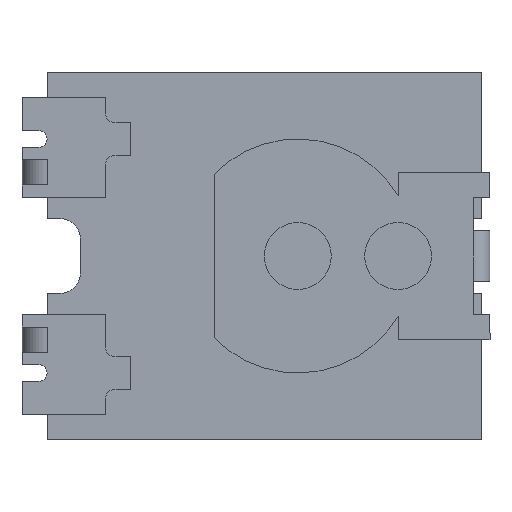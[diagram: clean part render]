
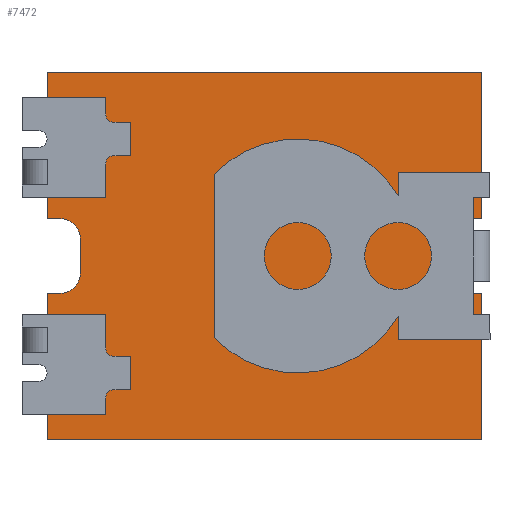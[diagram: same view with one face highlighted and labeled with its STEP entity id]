
A CAD part, front view. The second image highlights one B-rep face of the part: STEP entity #7472.
In plain terms, the highlighted planar face has unit normal (0, -1, 0).
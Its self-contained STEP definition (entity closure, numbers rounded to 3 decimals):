
#19 = DIRECTION ( 'NONE',  ( -1., 0., 0. ) ) ;
#109 = VECTOR ( 'NONE', #3965, 1000. ) ;
#221 = EDGE_LOOP ( 'NONE', ( #5813, #3240, #2255, #2005, #5929, #727, #3510, #949, #4975, #6873, #4002, #1510, #7275, #3394, #6556, #6770 ) ) ;
#282 = CARTESIAN_POINT ( 'NONE',  ( -1.175, 0.1, -0.225 ) ) ;
#357 = EDGE_CURVE ( 'NONE', #4820, #6069, #5687, .T. ) ;
#417 = DIRECTION ( 'NONE',  ( 0., 0., -1. ) ) ;
#484 = DIRECTION ( 'NONE',  ( 0., -1., 0. ) ) ;
#692 = DIRECTION ( 'NONE',  ( -1., 0., 0. ) ) ;
#727 = ORIENTED_EDGE ( 'NONE', *, *, #4751, .T. ) ;
#769 = LINE ( 'NONE', #7256, #6371 ) ;
#815 = DIRECTION ( 'NONE',  ( -1., 0., 0. ) ) ;
#833 = EDGE_CURVE ( 'NONE', #2128, #7257, #5574, .T. ) ;
#848 = CARTESIAN_POINT ( 'NONE',  ( 1.35, 0.1, 1.1 ) ) ;
#886 = EDGE_CURVE ( 'NONE', #6069, #1834, #2074, .T. ) ;
#910 = AXIS2_PLACEMENT_3D ( 'NONE', #6838, #5041, #4411 ) ;
#915 = AXIS2_PLACEMENT_3D ( 'NONE', #6945, #484, #6035 ) ;
#949 = ORIENTED_EDGE ( 'NONE', *, *, #5472, .T. ) ;
#994 = CARTESIAN_POINT ( 'NONE',  ( -1.25, 0.1, 1.1 ) ) ;
#1078 = DIRECTION ( 'NONE',  ( -1., 0., 0. ) ) ;
#1141 = VERTEX_POINT ( 'NONE', #3094 ) ;
#1155 = LINE ( 'NONE', #5395, #5812 ) ;
#1229 = VECTOR ( 'NONE', #1999, 1000. ) ;
#1248 = CARTESIAN_POINT ( 'NONE',  ( -1.05, 0.1, -0.1 ) ) ;
#1390 = VECTOR ( 'NONE', #1078, 1000. ) ;
#1434 = PLANE ( 'NONE',  #910 ) ;
#1510 = ORIENTED_EDGE ( 'NONE', *, *, #6146, .F. ) ;
#1739 = CARTESIAN_POINT ( 'NONE',  ( 1.35, 0.1, 0.225 ) ) ;
#1746 = CARTESIAN_POINT ( 'NONE',  ( -1.25, 0.1, -1.1 ) ) ;
#1834 = VERTEX_POINT ( 'NONE', #5576 ) ;
#1979 = CARTESIAN_POINT ( 'NONE',  ( -1.25, 0.1, 1.1 ) ) ;
#1999 = DIRECTION ( 'NONE',  ( -1., 0., 0. ) ) ;
#2005 = ORIENTED_EDGE ( 'NONE', *, *, #2115, .T. ) ;
#2074 = LINE ( 'NONE', #2697, #2724 ) ;
#2115 = EDGE_CURVE ( 'NONE', #7257, #6837, #2335, .T. ) ;
#2128 = VERTEX_POINT ( 'NONE', #282 ) ;
#2244 = CARTESIAN_POINT ( 'NONE',  ( 1.35, 0.1, 1.1 ) ) ;
#2255 = ORIENTED_EDGE ( 'NONE', *, *, #833, .T. ) ;
#2294 = CARTESIAN_POINT ( 'NONE',  ( -1.25, 0.1, -1.1 ) ) ;
#2335 = LINE ( 'NONE', #1746, #3841 ) ;
#2467 = DIRECTION ( 'NONE',  ( 0., -1., 0. ) ) ;
#2479 = VERTEX_POINT ( 'NONE', #1979 ) ;
#2692 = CIRCLE ( 'NONE', #3294, 0.125 ) ;
#2697 = CARTESIAN_POINT ( 'NONE',  ( 1.23, 0.1, 0. ) ) ;
#2724 = VECTOR ( 'NONE', #4474, 1000. ) ;
#2726 = EDGE_CURVE ( 'NONE', #3648, #4820, #6392, .T. ) ;
#2905 = DIRECTION ( 'NONE',  ( 0., 1., 0. ) ) ;
#2951 = VECTOR ( 'NONE', #417, 1000. ) ;
#3072 = CARTESIAN_POINT ( 'NONE',  ( -1.25, 0.1, 0.225 ) ) ;
#3094 = CARTESIAN_POINT ( 'NONE',  ( -1.25, 0.1, 0.225 ) ) ;
#3135 = DIRECTION ( 'NONE',  ( -1., 0., 0. ) ) ;
#3141 = DIRECTION ( 'NONE',  ( 1., 0., 0. ) ) ;
#3182 = CARTESIAN_POINT ( 'NONE',  ( -1.05, 0.1, 0.1 ) ) ;
#3240 = ORIENTED_EDGE ( 'NONE', *, *, #5294, .T. ) ;
#3294 = AXIS2_PLACEMENT_3D ( 'NONE', #5358, #2905, #19 ) ;
#3394 = ORIENTED_EDGE ( 'NONE', *, *, #4908, .F. ) ;
#3510 = ORIENTED_EDGE ( 'NONE', *, *, #3573, .T. ) ;
#3573 = EDGE_CURVE ( 'NONE', #5945, #7383, #4809, .T. ) ;
#3648 = VERTEX_POINT ( 'NONE', #1739 ) ;
#3659 = VECTOR ( 'NONE', #5016, 1000. ) ;
#3731 = CARTESIAN_POINT ( 'NONE',  ( 1.29, 0.1, 0.165 ) ) ;
#3737 = EDGE_CURVE ( 'NONE', #6896, #4477, #6174, .T. ) ;
#3798 = CARTESIAN_POINT ( 'NONE',  ( -1.25, 0.1, -0.225 ) ) ;
#3819 = LINE ( 'NONE', #994, #109 ) ;
#3841 = VECTOR ( 'NONE', #4104, 1000. ) ;
#3965 = DIRECTION ( 'NONE',  ( 0., 0., 1. ) ) ;
#4002 = ORIENTED_EDGE ( 'NONE', *, *, #2726, .F. ) ;
#4043 = DIRECTION ( 'NONE',  ( -1., 0., 0. ) ) ;
#4104 = DIRECTION ( 'NONE',  ( 0., 0., -1. ) ) ;
#4215 = DIRECTION ( 'NONE',  ( 0., 0., 1. ) ) ;
#4411 = DIRECTION ( 'NONE',  ( -1., 0., 0. ) ) ;
#4474 = DIRECTION ( 'NONE',  ( 0., 0., -1. ) ) ;
#4477 = VERTEX_POINT ( 'NONE', #6650 ) ;
#4589 = CARTESIAN_POINT ( 'NONE',  ( 1.35, 0.1, -0.225 ) ) ;
#4609 = DIRECTION ( 'NONE',  ( 0., 1., 0. ) ) ;
#4689 = CARTESIAN_POINT ( 'NONE',  ( 1.29, 0.1, -0.225 ) ) ;
#4751 = EDGE_CURVE ( 'NONE', #6642, #5945, #1155, .T. ) ;
#4781 = AXIS2_PLACEMENT_3D ( 'NONE', #7561, #4609, #4043 ) ;
#4809 = LINE ( 'NONE', #4689, #5903 ) ;
#4820 = VERTEX_POINT ( 'NONE', #7302 ) ;
#4883 = CARTESIAN_POINT ( 'NONE',  ( -1.175, 0.1, 0.225 ) ) ;
#4908 = EDGE_CURVE ( 'NONE', #1141, #2479, #3819, .T. ) ;
#4975 = ORIENTED_EDGE ( 'NONE', *, *, #886, .F. ) ;
#5015 = LINE ( 'NONE', #848, #5300 ) ;
#5016 = DIRECTION ( 'NONE',  ( 0., 0., 1. ) ) ;
#5024 = EDGE_CURVE ( 'NONE', #5580, #1141, #5604, .T. ) ;
#5041 = DIRECTION ( 'NONE',  ( 0., 1., 0. ) ) ;
#5153 = CARTESIAN_POINT ( 'NONE',  ( 1.35, 0.1, 0.225 ) ) ;
#5294 = EDGE_CURVE ( 'NONE', #6896, #2128, #2692, .T. ) ;
#5300 = VECTOR ( 'NONE', #5562, 1000. ) ;
#5358 = CARTESIAN_POINT ( 'NONE',  ( -1.175, 0.1, -0.1 ) ) ;
#5395 = CARTESIAN_POINT ( 'NONE',  ( 1.35, 0.1, -0.225 ) ) ;
#5472 = EDGE_CURVE ( 'NONE', #7383, #1834, #6648, .T. ) ;
#5503 = CARTESIAN_POINT ( 'NONE',  ( 1.35, 0.1, -1.1 ) ) ;
#5562 = DIRECTION ( 'NONE',  ( 1., 0., 0. ) ) ;
#5574 = LINE ( 'NONE', #3798, #1229 ) ;
#5576 = CARTESIAN_POINT ( 'NONE',  ( 1.23, 0.1, -0.165 ) ) ;
#5577 = AXIS2_PLACEMENT_3D ( 'NONE', #3731, #2467, #3135 ) ;
#5580 = VERTEX_POINT ( 'NONE', #4883 ) ;
#5604 = LINE ( 'NONE', #3072, #6300 ) ;
#5658 = FACE_OUTER_BOUND ( 'NONE', #221, .T. ) ;
#5687 = CIRCLE ( 'NONE', #5577, 0.06 ) ;
#5810 = CARTESIAN_POINT ( 'NONE',  ( 1.29, 0.1, 0.225 ) ) ;
#5812 = VECTOR ( 'NONE', #4215, 1000. ) ;
#5813 = ORIENTED_EDGE ( 'NONE', *, *, #3737, .F. ) ;
#5903 = VECTOR ( 'NONE', #692, 1000. ) ;
#5929 = ORIENTED_EDGE ( 'NONE', *, *, #7369, .T. ) ;
#5945 = VERTEX_POINT ( 'NONE', #4589 ) ;
#5967 = CARTESIAN_POINT ( 'NONE',  ( 1.29, 0.1, -0.225 ) ) ;
#5992 = EDGE_CURVE ( 'NONE', #2479, #7255, #5015, .T. ) ;
#6035 = DIRECTION ( 'NONE',  ( -1., 0., 0. ) ) ;
#6069 = VERTEX_POINT ( 'NONE', #6723 ) ;
#6146 = EDGE_CURVE ( 'NONE', #7255, #3648, #7414, .T. ) ;
#6174 = LINE ( 'NONE', #3182, #3659 ) ;
#6300 = VECTOR ( 'NONE', #815, 1000. ) ;
#6371 = VECTOR ( 'NONE', #3141, 1000. ) ;
#6392 = LINE ( 'NONE', #5810, #1390 ) ;
#6556 = ORIENTED_EDGE ( 'NONE', *, *, #5024, .F. ) ;
#6642 = VERTEX_POINT ( 'NONE', #5503 ) ;
#6648 = CIRCLE ( 'NONE', #4781, 0.06 ) ;
#6650 = CARTESIAN_POINT ( 'NONE',  ( -1.05, 0.1, 0.1 ) ) ;
#6723 = CARTESIAN_POINT ( 'NONE',  ( 1.23, 0.1, 0.165 ) ) ;
#6770 = ORIENTED_EDGE ( 'NONE', *, *, #7629, .F. ) ;
#6837 = VERTEX_POINT ( 'NONE', #2294 ) ;
#6838 = CARTESIAN_POINT ( 'NONE',  ( 1.29, 0.1, 0.165 ) ) ;
#6873 = ORIENTED_EDGE ( 'NONE', *, *, #357, .F. ) ;
#6896 = VERTEX_POINT ( 'NONE', #1248 ) ;
#6945 = CARTESIAN_POINT ( 'NONE',  ( -1.175, 0.1, 0.1 ) ) ;
#6991 = CARTESIAN_POINT ( 'NONE',  ( -1.25, 0.1, -0.225 ) ) ;
#7255 = VERTEX_POINT ( 'NONE', #2244 ) ;
#7256 = CARTESIAN_POINT ( 'NONE',  ( 1.35, 0.1, -1.1 ) ) ;
#7257 = VERTEX_POINT ( 'NONE', #6991 ) ;
#7275 = ORIENTED_EDGE ( 'NONE', *, *, #5992, .F. ) ;
#7302 = CARTESIAN_POINT ( 'NONE',  ( 1.29, 0.1, 0.225 ) ) ;
#7369 = EDGE_CURVE ( 'NONE', #6837, #6642, #769, .T. ) ;
#7383 = VERTEX_POINT ( 'NONE', #5967 ) ;
#7414 = LINE ( 'NONE', #5153, #2951 ) ;
#7472 = ADVANCED_FACE ( 'NONE', ( #5658 ), #1434, .F. ) ;
#7495 = CIRCLE ( 'NONE', #915, 0.125 ) ;
#7561 = CARTESIAN_POINT ( 'NONE',  ( 1.29, 0.1, -0.165 ) ) ;
#7629 = EDGE_CURVE ( 'NONE', #4477, #5580, #7495, .T. ) ;
